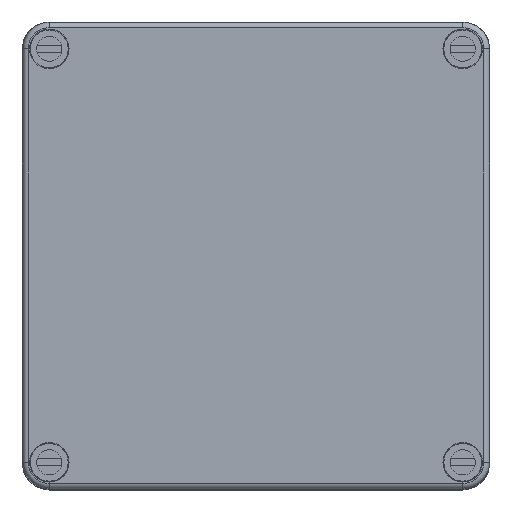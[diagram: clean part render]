
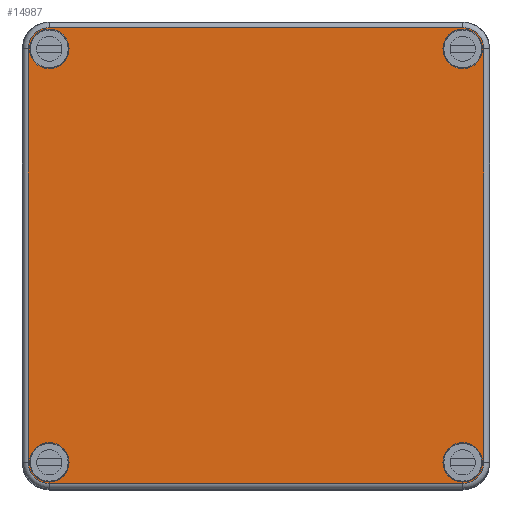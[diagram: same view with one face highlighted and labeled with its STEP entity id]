
A CAD part, top view. The second image highlights one B-rep face of the part: STEP entity #14987.
In plain terms, the highlighted planar face has unit normal (0, 0, 1).
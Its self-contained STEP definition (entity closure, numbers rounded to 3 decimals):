
#211 = VECTOR ( 'NONE', #377, 1000. ) ;
#377 = DIRECTION ( 'NONE',  ( 0., -1., 0. ) ) ;
#414 = EDGE_LOOP ( 'NONE', ( #18894, #2417, #8807, #13925, #6855, #11991, #10608, #17951 ) ) ;
#486 = DIRECTION ( 'NONE',  ( 0., 0., -1. ) ) ;
#641 = CARTESIAN_POINT ( 'NONE',  ( 63.382, 57.5, 15. ) ) ;
#815 = AXIS2_PLACEMENT_3D ( 'NONE', #6215, #16978, #7785 ) ;
#961 = DIRECTION ( 'NONE',  ( 0., 0., -1. ) ) ;
#1050 = DIRECTION ( 'NONE',  ( 0., 0., 1. ) ) ;
#1201 = CARTESIAN_POINT ( 'NONE',  ( -63., -57.5, 15. ) ) ;
#1252 = AXIS2_PLACEMENT_3D ( 'NONE', #9725, #486, #11275 ) ;
#1302 = EDGE_CURVE ( 'NONE', #1488, #15865, #2075, .T. ) ;
#1405 = CIRCLE ( 'NONE', #16351, 5.5 ) ;
#1488 = VERTEX_POINT ( 'NONE', #12046 ) ;
#1760 = CARTESIAN_POINT ( 'NONE',  ( -63.382, 57.5, 15. ) ) ;
#2046 = AXIS2_PLACEMENT_3D ( 'NONE', #10304, #1050, #11835 ) ;
#2075 = CIRCLE ( 'NONE', #5356, 5.5 ) ;
#2266 = CARTESIAN_POINT ( 'NONE',  ( 52., -57.5, 15. ) ) ;
#2417 = ORIENTED_EDGE ( 'NONE', *, *, #12410, .F. ) ;
#2785 = ORIENTED_EDGE ( 'NONE', *, *, #13765, .T. ) ;
#3034 = AXIS2_PLACEMENT_3D ( 'NONE', #1760, #12560, #3326 ) ;
#3067 = VERTEX_POINT ( 'NONE', #7233 ) ;
#3269 = CIRCLE ( 'NONE', #1252, 5.882 ) ;
#3326 = DIRECTION ( 'NONE',  ( -1., 0., 0. ) ) ;
#3653 = VECTOR ( 'NONE', #4784, 1000. ) ;
#3911 = EDGE_CURVE ( 'NONE', #17462, #4887, #1405, .T. ) ;
#4125 = CARTESIAN_POINT ( 'NONE',  ( 57.5, -57.5, 15. ) ) ;
#4217 = AXIS2_PLACEMENT_3D ( 'NONE', #7552, #18316, #9096 ) ;
#4221 = CARTESIAN_POINT ( 'NONE',  ( -57.5, 57.5, 15. ) ) ;
#4227 = EDGE_LOOP ( 'NONE', ( #11050, #2785 ) ) ;
#4239 = VERTEX_POINT ( 'NONE', #4717 ) ;
#4711 = ORIENTED_EDGE ( 'NONE', *, *, #3911, .T. ) ;
#4717 = CARTESIAN_POINT ( 'NONE',  ( -57.5, -63.382, 15. ) ) ;
#4784 = DIRECTION ( 'NONE',  ( -1., 0., 0. ) ) ;
#4793 = LINE ( 'NONE', #18854, #211 ) ;
#4821 = EDGE_CURVE ( 'NONE', #16967, #13486, #6421, .T. ) ;
#4887 = VERTEX_POINT ( 'NONE', #4888 ) ;
#4888 = CARTESIAN_POINT ( 'NONE',  ( 52., 57.5, 15. ) ) ;
#4918 = FACE_BOUND ( 'NONE', #18271, .T. ) ;
#5218 = CIRCLE ( 'NONE', #815, 5.5 ) ;
#5329 = EDGE_CURVE ( 'NONE', #4239, #14034, #3269, .T. ) ;
#5356 = AXIS2_PLACEMENT_3D ( 'NONE', #17688, #8479, #19270 ) ;
#5407 = FACE_BOUND ( 'NONE', #19344, .T. ) ;
#5673 = DIRECTION ( 'NONE',  ( -1., 0., 0. ) ) ;
#5781 = DIRECTION ( 'NONE',  ( 1., 0., 0. ) ) ;
#6003 = VERTEX_POINT ( 'NONE', #2266 ) ;
#6210 = VERTEX_POINT ( 'NONE', #1201 ) ;
#6215 = CARTESIAN_POINT ( 'NONE',  ( -57.5, -57.5, 15. ) ) ;
#6216 = DIRECTION ( 'NONE',  ( 0., 0., -1. ) ) ;
#6421 = LINE ( 'NONE', #14013, #18724 ) ;
#6720 = EDGE_CURVE ( 'NONE', #19889, #9352, #18641, .T. ) ;
#6855 = ORIENTED_EDGE ( 'NONE', *, *, #10853, .T. ) ;
#7042 = CARTESIAN_POINT ( 'NONE',  ( 57.5, 57.5, 15. ) ) ;
#7233 = CARTESIAN_POINT ( 'NONE',  ( -63.382, 57.5, 15. ) ) ;
#7463 = CARTESIAN_POINT ( 'NONE',  ( 63., 57.5, 15. ) ) ;
#7552 = CARTESIAN_POINT ( 'NONE',  ( 57.5, -57.5, 15. ) ) ;
#7674 = DIRECTION ( 'NONE',  ( 0., 0., -1. ) ) ;
#7681 = VERTEX_POINT ( 'NONE', #11392 ) ;
#7785 = DIRECTION ( 'NONE',  ( -1., 0., 0. ) ) ;
#7828 = AXIS2_PLACEMENT_3D ( 'NONE', #4125, #14927, #5673 ) ;
#7938 = PLANE ( 'NONE',  #3034 ) ;
#8434 = ORIENTED_EDGE ( 'NONE', *, *, #1302, .T. ) ;
#8479 = DIRECTION ( 'NONE',  ( 0., 0., -1. ) ) ;
#8555 = FACE_BOUND ( 'NONE', #4227, .T. ) ;
#8590 = DIRECTION ( 'NONE',  ( 0., 0., -1. ) ) ;
#8595 = DIRECTION ( 'NONE',  ( -1., 0., 0. ) ) ;
#8807 = ORIENTED_EDGE ( 'NONE', *, *, #19144, .F. ) ;
#9096 = DIRECTION ( 'NONE',  ( -1., 0., 0. ) ) ;
#9352 = VERTEX_POINT ( 'NONE', #17355 ) ;
#9634 = AXIS2_PLACEMENT_3D ( 'NONE', #16874, #7674, #18421 ) ;
#9725 = CARTESIAN_POINT ( 'NONE',  ( -57.5, -57.5, 15. ) ) ;
#9744 = CARTESIAN_POINT ( 'NONE',  ( 63., -57.5, 15. ) ) ;
#10091 = CIRCLE ( 'NONE', #13561, 5.5 ) ;
#10099 = EDGE_CURVE ( 'NONE', #4887, #17462, #10091, .T. ) ;
#10197 = CARTESIAN_POINT ( 'NONE',  ( 57.5, 57.5, 15. ) ) ;
#10263 = LINE ( 'NONE', #10740, #17465 ) ;
#10304 = CARTESIAN_POINT ( 'NONE',  ( 57.5, -57.5, 15. ) ) ;
#10328 = EDGE_CURVE ( 'NONE', #15865, #1488, #18778, .T. ) ;
#10432 = CIRCLE ( 'NONE', #16096, 5.882 ) ;
#10608 = ORIENTED_EDGE ( 'NONE', *, *, #5329, .F. ) ;
#10654 = ORIENTED_EDGE ( 'NONE', *, *, #20010, .T. ) ;
#10740 = CARTESIAN_POINT ( 'NONE',  ( -63.382, 57.5, 15. ) ) ;
#10853 = EDGE_CURVE ( 'NONE', #13486, #3067, #15474, .T. ) ;
#11050 = ORIENTED_EDGE ( 'NONE', *, *, #14850, .T. ) ;
#11275 = DIRECTION ( 'NONE',  ( -1., 0., 0. ) ) ;
#11392 = CARTESIAN_POINT ( 'NONE',  ( -52., -57.5, 15. ) ) ;
#11701 = CIRCLE ( 'NONE', #7828, 5.5 ) ;
#11745 = DIRECTION ( 'NONE',  ( -1., 0., 0. ) ) ;
#11835 = DIRECTION ( 'NONE',  ( 1., 0., 0. ) ) ;
#11991 = ORIENTED_EDGE ( 'NONE', *, *, #17574, .T. ) ;
#12046 = CARTESIAN_POINT ( 'NONE',  ( -52., 57.5, 15. ) ) ;
#12344 = LINE ( 'NONE', #18657, #3653 ) ;
#12410 = EDGE_CURVE ( 'NONE', #17276, #9352, #4793, .T. ) ;
#12560 = DIRECTION ( 'NONE',  ( 0., 0., -1. ) ) ;
#12641 = FACE_BOUND ( 'NONE', #13766, .T. ) ;
#12954 = VERTEX_POINT ( 'NONE', #9744 ) ;
#13171 = CARTESIAN_POINT ( 'NONE',  ( -57.5, 63.382, 15. ) ) ;
#13486 = VERTEX_POINT ( 'NONE', #13171 ) ;
#13561 = AXIS2_PLACEMENT_3D ( 'NONE', #7042, #17811, #8595 ) ;
#13765 = EDGE_CURVE ( 'NONE', #6210, #7681, #5218, .T. ) ;
#13766 = EDGE_LOOP ( 'NONE', ( #8434, #16583 ) ) ;
#13925 = ORIENTED_EDGE ( 'NONE', *, *, #4821, .T. ) ;
#14013 = CARTESIAN_POINT ( 'NONE',  ( 57.5, 63.382, 15. ) ) ;
#14034 = VERTEX_POINT ( 'NONE', #17707 ) ;
#14210 = AXIS2_PLACEMENT_3D ( 'NONE', #15453, #6216, #16979 ) ;
#14660 = ORIENTED_EDGE ( 'NONE', *, *, #15281, .T. ) ;
#14850 = EDGE_CURVE ( 'NONE', #7681, #6210, #19654, .T. ) ;
#14927 = DIRECTION ( 'NONE',  ( 0., 0., -1. ) ) ;
#14963 = CARTESIAN_POINT ( 'NONE',  ( 57.5, -63.382, 15. ) ) ;
#14987 = ADVANCED_FACE ( 'NONE', ( #5407, #4918, #16737, #12641, #8555 ), #7938, .F. ) ;
#15018 = DIRECTION ( 'NONE',  ( 0., 0., 1. ) ) ;
#15281 = EDGE_CURVE ( 'NONE', #12954, #6003, #11701, .T. ) ;
#15453 = CARTESIAN_POINT ( 'NONE',  ( -57.5, 57.5, 15. ) ) ;
#15474 = CIRCLE ( 'NONE', #19632, 5.882 ) ;
#15865 = VERTEX_POINT ( 'NONE', #18069 ) ;
#16096 = AXIS2_PLACEMENT_3D ( 'NONE', #17804, #8590, #19360 ) ;
#16351 = AXIS2_PLACEMENT_3D ( 'NONE', #10197, #961, #11745 ) ;
#16425 = CIRCLE ( 'NONE', #4217, 5.5 ) ;
#16583 = ORIENTED_EDGE ( 'NONE', *, *, #10328, .T. ) ;
#16737 = FACE_OUTER_BOUND ( 'NONE', #414, .T. ) ;
#16874 = CARTESIAN_POINT ( 'NONE',  ( -57.5, -57.5, 15. ) ) ;
#16967 = VERTEX_POINT ( 'NONE', #19806 ) ;
#16978 = DIRECTION ( 'NONE',  ( 0., 0., -1. ) ) ;
#16979 = DIRECTION ( 'NONE',  ( -1., 0., 0. ) ) ;
#17276 = VERTEX_POINT ( 'NONE', #641 ) ;
#17355 = CARTESIAN_POINT ( 'NONE',  ( 63.382, -57.5, 15. ) ) ;
#17462 = VERTEX_POINT ( 'NONE', #7463 ) ;
#17465 = VECTOR ( 'NONE', #18485, 1000. ) ;
#17574 = EDGE_CURVE ( 'NONE', #3067, #14034, #10263, .T. ) ;
#17688 = CARTESIAN_POINT ( 'NONE',  ( -57.5, 57.5, 15. ) ) ;
#17707 = CARTESIAN_POINT ( 'NONE',  ( -63.382, -57.5, 15. ) ) ;
#17804 = CARTESIAN_POINT ( 'NONE',  ( 57.5, 57.5, 15. ) ) ;
#17811 = DIRECTION ( 'NONE',  ( 0., 0., -1. ) ) ;
#17951 = ORIENTED_EDGE ( 'NONE', *, *, #19529, .F. ) ;
#18069 = CARTESIAN_POINT ( 'NONE',  ( -63., 57.5, 15. ) ) ;
#18271 = EDGE_LOOP ( 'NONE', ( #4711, #19088 ) ) ;
#18316 = DIRECTION ( 'NONE',  ( 0., 0., -1. ) ) ;
#18421 = DIRECTION ( 'NONE',  ( -1., 0., 0. ) ) ;
#18485 = DIRECTION ( 'NONE',  ( 0., -1., 0. ) ) ;
#18575 = DIRECTION ( 'NONE',  ( -1., 0., 0. ) ) ;
#18641 = CIRCLE ( 'NONE', #2046, 5.882 ) ;
#18657 = CARTESIAN_POINT ( 'NONE',  ( 57.5, -63.382, 15. ) ) ;
#18724 = VECTOR ( 'NONE', #18575, 1000. ) ;
#18778 = CIRCLE ( 'NONE', #14210, 5.5 ) ;
#18854 = CARTESIAN_POINT ( 'NONE',  ( 63.382, 57.5, 15. ) ) ;
#18894 = ORIENTED_EDGE ( 'NONE', *, *, #6720, .T. ) ;
#19088 = ORIENTED_EDGE ( 'NONE', *, *, #10099, .T. ) ;
#19144 = EDGE_CURVE ( 'NONE', #16967, #17276, #10432, .T. ) ;
#19270 = DIRECTION ( 'NONE',  ( -1., 0., 0. ) ) ;
#19344 = EDGE_LOOP ( 'NONE', ( #14660, #10654 ) ) ;
#19360 = DIRECTION ( 'NONE',  ( -1., 0., 0. ) ) ;
#19529 = EDGE_CURVE ( 'NONE', #19889, #4239, #12344, .T. ) ;
#19632 = AXIS2_PLACEMENT_3D ( 'NONE', #4221, #15018, #5781 ) ;
#19654 = CIRCLE ( 'NONE', #9634, 5.5 ) ;
#19806 = CARTESIAN_POINT ( 'NONE',  ( 57.5, 63.382, 15. ) ) ;
#19889 = VERTEX_POINT ( 'NONE', #14963 ) ;
#20010 = EDGE_CURVE ( 'NONE', #6003, #12954, #16425, .T. ) ;
